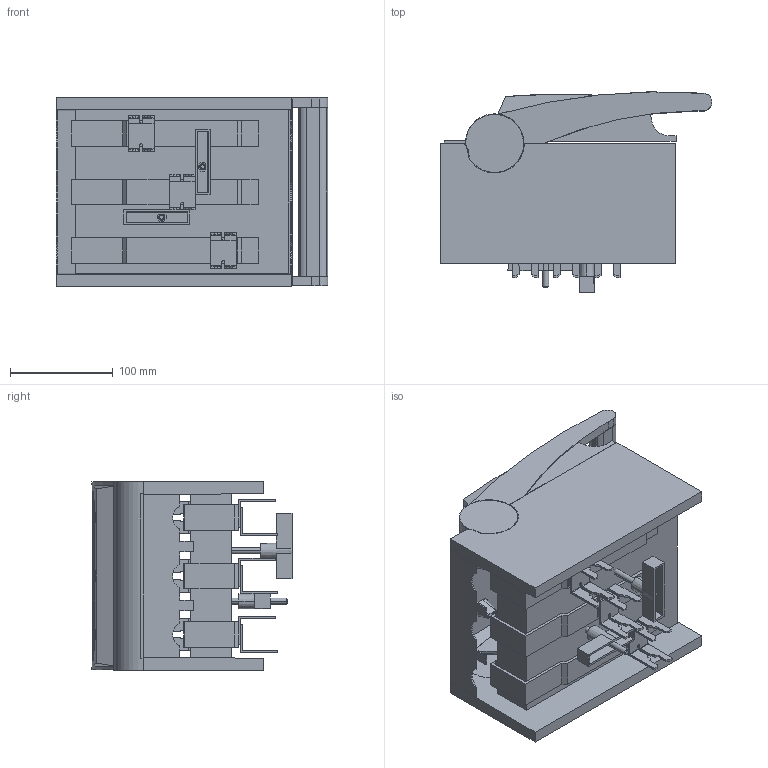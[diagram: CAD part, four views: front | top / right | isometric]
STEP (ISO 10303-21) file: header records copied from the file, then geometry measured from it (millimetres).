
FILE_DESCRIPTION((''),'2;1');
FILE_NAME('FORK3','2024-01-04T23:55:02',('Office'),(''),'CREO PARAMETRIC BY PTC INC, 2019010','CREO PARAMETRIC BY PTC INC, 2019010','');
FILE_SCHEMA(('AUTOMOTIVE_DESIGN { 1 0 10303 214 1 1 1 1 }'));
Length unit declared in the file: millimetre
Products named in the file (1): FORK3
Bounding box: 264.98 x 194.97 x 184 mm (x, y, z)
Volume: 2111187.9 mm3; surface area: 455380.7 mm2
Topology: 1 solids, 22 shells, 785 faces, 2238 edges, 1518 vertices
Faces by surface type: plane 647, cylinder 109, cone 24, extrusion 5
Entity records: 34811 total; most frequent: CARTESIAN_POINT 5318, ORIENTED_EDGE 4411, DIRECTION 3951, PRESENTATION_STYLE_ASSIGNMENT 2281, EDGE_CURVE 2238, STYLED_ITEM 2038, CURVE_STYLE 1921, VECTOR 1817
